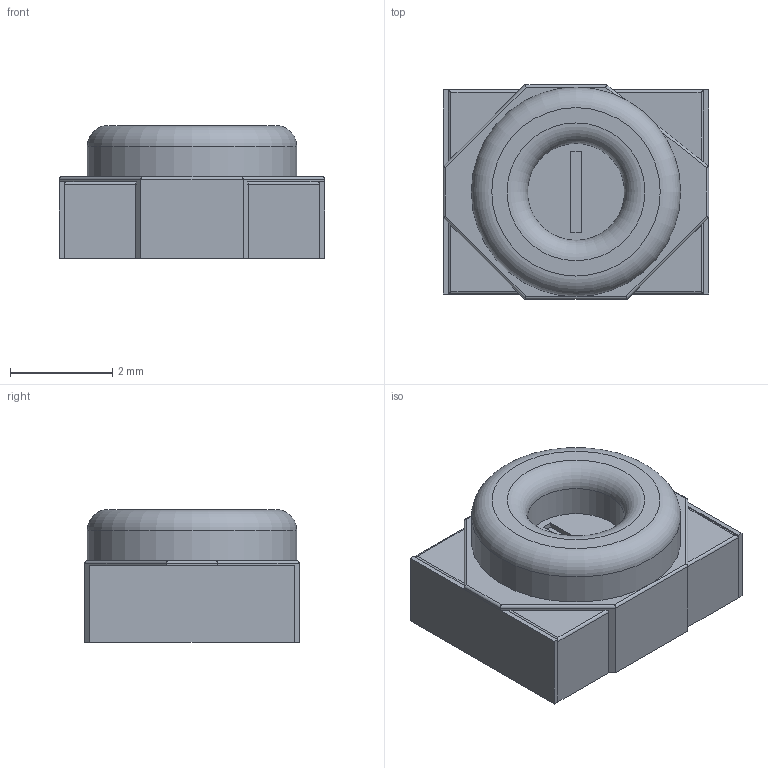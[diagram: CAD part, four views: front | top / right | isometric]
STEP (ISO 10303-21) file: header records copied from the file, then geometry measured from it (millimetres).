
FILE_DESCRIPTION(/* description */ ('model of C_Trimmer_Murata_TZW4'),/* implementation_level */ '2;1');
FILE_NAME(/* name */ 'C_Trimmer_Murata_TZW4.step',/* time_stamp */ '2018-12-28T21:44:46',/* author */ ('kicad StepUp','ksu'),/* organization */ ('FreeCAD'),/* preprocessor_version */ 'OCC',/* originating_system */ 'kicad StepUp',/* authorisation */ '');
FILE_SCHEMA(('AUTOMOTIVE_DESIGN { 1 0 10303 214 1 1 1 1 }'));
Length unit declared in the file: millimetre
Products named in the file (1): Murata_TZW4
Bounding box: 5.2 x 4.2 x 2.6 mm (x, y, z)
Volume: 43.1 mm3; surface area: 89 mm2
Topology: 1 solids, 1 shells, 66 faces, 160 edges, 90 vertices
Faces by surface type: plane 50, cylinder 14, torus 2
Full cylindrical faces by diameter (mm): 1.9 x1, 4.1 x1
Entity records: 1238 total; most frequent: ORIENTED_EDGE 258, CARTESIAN_POINT 163, EDGE_CURVE 160, VERTEX_POINT 90, LINE 86, FACE_BOUND 68, EDGE_LOOP 68, AXIS2_PLACEMENT_3D 67
